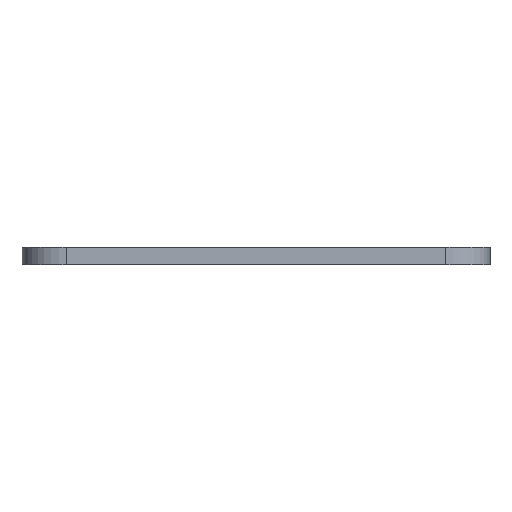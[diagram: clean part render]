
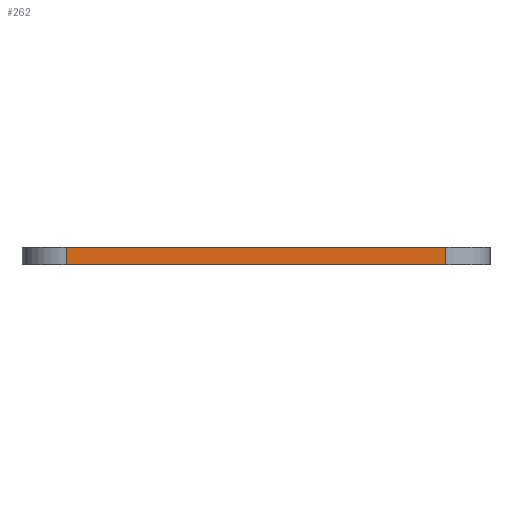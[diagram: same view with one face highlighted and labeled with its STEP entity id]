
A CAD part, left-side view. The second image highlights one B-rep face of the part: STEP entity #262.
In plain terms, the highlighted planar face has unit normal (-1, 0, 0).
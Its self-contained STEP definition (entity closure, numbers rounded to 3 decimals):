
#15 = CARTESIAN_POINT ( 'NONE',  ( -10.55, 8.55, 0.81 ) ) ;
#80 = CARTESIAN_POINT ( 'NONE',  ( -10.55, -8.55, 0.81 ) ) ;
#87 = CARTESIAN_POINT ( 'NONE',  ( -10.55, -8.55, 0. ) ) ;
#102 = DIRECTION ( 'NONE',  ( 0., 0., -1. ) ) ;
#108 = VECTOR ( 'NONE', #690, 1000. ) ;
#111 = ORIENTED_EDGE ( 'NONE', *, *, #236, .F. ) ;
#122 = VECTOR ( 'NONE', #102, 1000. ) ;
#162 = LINE ( 'NONE', #630, #122 ) ;
#186 = DIRECTION ( 'NONE',  ( 0., 0., -1. ) ) ;
#208 = LINE ( 'NONE', #631, #768 ) ;
#225 = ORIENTED_EDGE ( 'NONE', *, *, #743, .F. ) ;
#229 = EDGE_CURVE ( 'NONE', #633, #744, #321, .T. ) ;
#236 = EDGE_CURVE ( 'NONE', #284, #744, #208, .T. ) ;
#262 = ADVANCED_FACE ( 'NONE', ( #379 ), #433, .F. ) ;
#280 = LINE ( 'NONE', #375, #445 ) ;
#284 = VERTEX_POINT ( 'NONE', #80 ) ;
#316 = VERTEX_POINT ( 'NONE', #15 ) ;
#321 = LINE ( 'NONE', #327, #108 ) ;
#327 = CARTESIAN_POINT ( 'NONE',  ( -10.55, -8.55, 0. ) ) ;
#366 = CARTESIAN_POINT ( 'NONE',  ( -10.55, 8.55, 0. ) ) ;
#371 = ORIENTED_EDGE ( 'NONE', *, *, #229, .T. ) ;
#375 = CARTESIAN_POINT ( 'NONE',  ( -10.55, -8.55, 0.81 ) ) ;
#379 = FACE_OUTER_BOUND ( 'NONE', #645, .T. ) ;
#433 = PLANE ( 'NONE',  #584 ) ;
#445 = VECTOR ( 'NONE', #614, 1000. ) ;
#501 = DIRECTION ( 'NONE',  ( 0., 0., -1. ) ) ;
#539 = DIRECTION ( 'NONE',  ( 1., 0., 0. ) ) ;
#584 = AXIS2_PLACEMENT_3D ( 'NONE', #657, #539, #186 ) ;
#614 = DIRECTION ( 'NONE',  ( 0., -1., 0. ) ) ;
#630 = CARTESIAN_POINT ( 'NONE',  ( -10.55, 8.55, 0.81 ) ) ;
#631 = CARTESIAN_POINT ( 'NONE',  ( -10.55, -8.55, 0.81 ) ) ;
#633 = VERTEX_POINT ( 'NONE', #366 ) ;
#635 = ORIENTED_EDGE ( 'NONE', *, *, #695, .T. ) ;
#645 = EDGE_LOOP ( 'NONE', ( #371, #111, #225, #635 ) ) ;
#657 = CARTESIAN_POINT ( 'NONE',  ( -10.55, -8.55, 0.81 ) ) ;
#690 = DIRECTION ( 'NONE',  ( 0., -1., 0. ) ) ;
#695 = EDGE_CURVE ( 'NONE', #316, #633, #162, .T. ) ;
#743 = EDGE_CURVE ( 'NONE', #316, #284, #280, .T. ) ;
#744 = VERTEX_POINT ( 'NONE', #87 ) ;
#768 = VECTOR ( 'NONE', #501, 1000. ) ;
